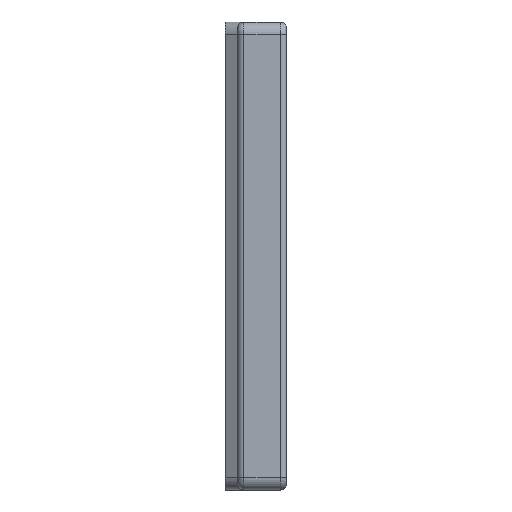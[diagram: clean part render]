
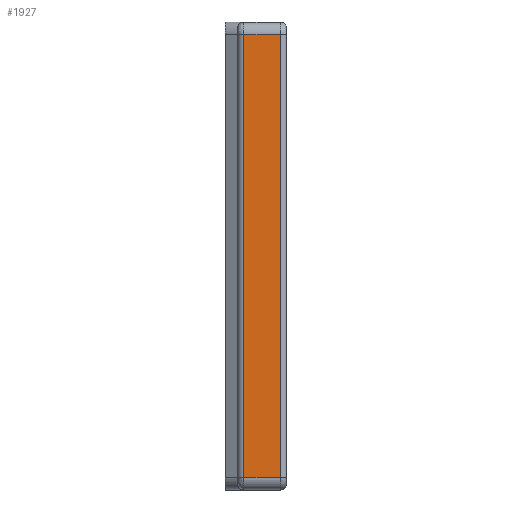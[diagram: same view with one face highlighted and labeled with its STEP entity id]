
A CAD part, left-side view. The second image highlights one B-rep face of the part: STEP entity #1927.
In plain terms, the highlighted planar face has unit normal (-1, 0, 0).
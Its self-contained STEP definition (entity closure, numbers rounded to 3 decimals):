
#126=LINE('',#3398,#242);
#135=LINE('',#3440,#251);
#136=LINE('',#3444,#252);
#137=LINE('',#3445,#253);
#242=VECTOR('',#2771,10.);
#251=VECTOR('',#2790,10.);
#252=VECTOR('',#2795,10.);
#253=VECTOR('',#2796,10.);
#455=FACE_OUTER_BOUND('',#593,.T.);
#593=EDGE_LOOP('',(#1637,#1638,#1639,#1640));
#931=VERTEX_POINT('',#3392);
#932=VERTEX_POINT('',#3396);
#941=VERTEX_POINT('',#3439);
#942=VERTEX_POINT('',#3443);
#1173=EDGE_CURVE('',#931,#932,#126,.T.);
#1185=EDGE_CURVE('',#932,#941,#135,.T.);
#1187=EDGE_CURVE('',#942,#931,#136,.T.);
#1188=EDGE_CURVE('',#941,#942,#137,.T.);
#1637=ORIENTED_EDGE('',*,*,#1173,.F.);
#1638=ORIENTED_EDGE('',*,*,#1187,.F.);
#1639=ORIENTED_EDGE('',*,*,#1188,.F.);
#1640=ORIENTED_EDGE('',*,*,#1185,.F.);
#1833=PLANE('',#2209);
#1927=ADVANCED_FACE('',(#455),#1833,.T.);
#2209=AXIS2_PLACEMENT_3D('',#3442,#2793,#2794);
#2771=DIRECTION('',(0.,0.,1.));
#2790=DIRECTION('',(0.,-1.,0.));
#2793=DIRECTION('center_axis',(-1.,0.,0.));
#2794=DIRECTION('ref_axis',(0.,0.,1.));
#2795=DIRECTION('',(0.,1.,0.));
#2796=DIRECTION('',(0.,0.,-1.));
#3392=CARTESIAN_POINT('',(0.,3.5,-37.));
#3396=CARTESIAN_POINT('',(0.,3.5,-1.));
#3398=CARTESIAN_POINT('',(0.,3.5,-28.5));
#3439=CARTESIAN_POINT('',(0.,0.5,-1.));
#3440=CARTESIAN_POINT('',(0.,0.,-1.));
#3442=CARTESIAN_POINT('Origin',(0.,0.,-38.));
#3443=CARTESIAN_POINT('',(0.,0.5,-37.));
#3444=CARTESIAN_POINT('',(0.,0.,-37.));
#3445=CARTESIAN_POINT('',(0.,0.5,-28.5));
